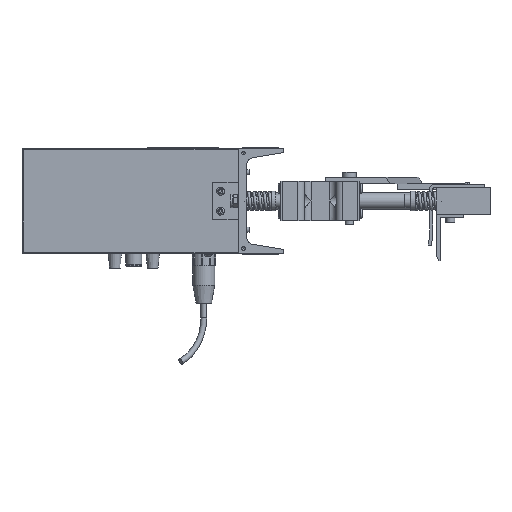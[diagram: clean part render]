
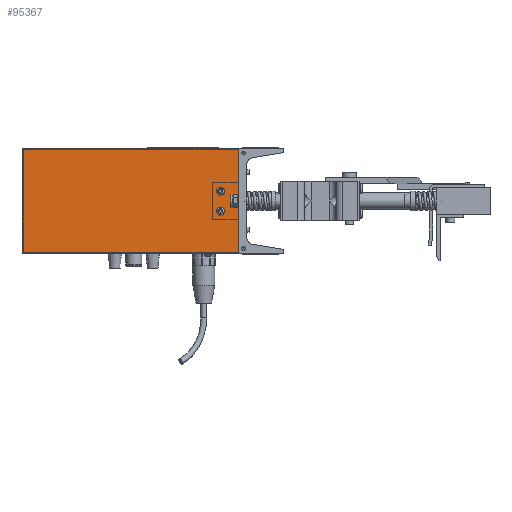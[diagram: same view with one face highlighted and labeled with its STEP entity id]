
A CAD part, left-side view. The second image highlights one B-rep face of the part: STEP entity #95367.
In plain terms, the highlighted planar face has unit normal (-1, 0, 0).
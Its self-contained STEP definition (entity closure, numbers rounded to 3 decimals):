
#4591=ELLIPSE('',#99289,2.003,2.);
#4592=ELLIPSE('',#99291,2.003,2.);
#10564=LINE('',#161842,#19365);
#11489=LINE('',#163752,#20290);
#11495=LINE('',#163775,#20296);
#11496=LINE('',#163777,#20297);
#11497=LINE('',#163779,#20298);
#11498=LINE('',#163780,#20299);
#19365=VECTOR('',#111610,207.445);
#20290=VECTOR('',#113231,207.445);
#20296=VECTOR('',#113251,101.219);
#20297=VECTOR('',#113252,32.169);
#20298=VECTOR('',#113253,36.5);
#20299=VECTOR('',#113254,32.55);
#23389=FACE_BOUND('',#33312,.T.);
#23390=FACE_BOUND('',#33313,.T.);
#27726=FACE_OUTER_BOUND('',#33311,.T.);
#33311=EDGE_LOOP('',(#77637,#77638,#77639,#77640,#77641,#77642));
#33312=EDGE_LOOP('',(#77643,#77644));
#33313=EDGE_LOOP('',(#77645,#77646));
#35440=CIRCLE('',#99290,2.381);
#35441=CIRCLE('',#99292,2.381);
#42226=VERTEX_POINT('',#161839);
#42227=VERTEX_POINT('',#161841);
#42863=VERTEX_POINT('',#163749);
#42864=VERTEX_POINT('',#163751);
#42875=VERTEX_POINT('',#163776);
#42876=VERTEX_POINT('',#163778);
#42877=VERTEX_POINT('',#163781);
#42878=VERTEX_POINT('',#163782);
#42879=VERTEX_POINT('',#163785);
#42880=VERTEX_POINT('',#163786);
#53924=EDGE_CURVE('',#42227,#42226,#10564,.T.);
#54866=EDGE_CURVE('',#42863,#42864,#11489,.T.);
#54878=EDGE_CURVE('',#42226,#42864,#11495,.T.);
#54879=EDGE_CURVE('',#42875,#42863,#11496,.T.);
#54880=EDGE_CURVE('',#42876,#42875,#11497,.T.);
#54881=EDGE_CURVE('',#42227,#42876,#11498,.T.);
#54882=EDGE_CURVE('',#42877,#42878,#4591,.T.);
#54883=EDGE_CURVE('',#42877,#42878,#35440,.T.);
#54884=EDGE_CURVE('',#42879,#42880,#4592,.T.);
#54885=EDGE_CURVE('',#42879,#42880,#35441,.T.);
#77637=ORIENTED_EDGE('',*,*,#54878,.T.);
#77638=ORIENTED_EDGE('',*,*,#54866,.F.);
#77639=ORIENTED_EDGE('',*,*,#54879,.F.);
#77640=ORIENTED_EDGE('',*,*,#54880,.F.);
#77641=ORIENTED_EDGE('',*,*,#54881,.F.);
#77642=ORIENTED_EDGE('',*,*,#53924,.T.);
#77643=ORIENTED_EDGE('',*,*,#54882,.F.);
#77644=ORIENTED_EDGE('',*,*,#54883,.T.);
#77645=ORIENTED_EDGE('',*,*,#54884,.F.);
#77646=ORIENTED_EDGE('',*,*,#54885,.T.);
#85620=PLANE('',#99288);
#95367=ADVANCED_FACE('',(#27726,#23389,#23390),#85620,.T.);
#99288=AXIS2_PLACEMENT_3D('',#163774,#113249,#113250);
#99289=AXIS2_PLACEMENT_3D('',#163783,#113255,#113256);
#99290=AXIS2_PLACEMENT_3D('',#163784,#113257,#113258);
#99291=AXIS2_PLACEMENT_3D('',#163787,#113259,#113260);
#99292=AXIS2_PLACEMENT_3D('',#163788,#113261,#113262);
#111610=DIRECTION('',(0.,1.,0.));
#113231=DIRECTION('',(0.,1.,0.));
#113249=DIRECTION('center_axis',(-1.,0.,0.));
#113250=DIRECTION('ref_axis',(0.,1.,0.));
#113251=DIRECTION('',(0.,0.,-1.));
#113252=DIRECTION('',(0.,0.,-1.));
#113253=DIRECTION('',(0.,0.,-1.));
#113254=DIRECTION('',(0.,0.,-1.));
#113255=DIRECTION('center_axis',(-1.,0.,0.));
#113256=DIRECTION('ref_axis',(0.,-1.,0.));
#113257=DIRECTION('center_axis',(1.,0.,0.));
#113258=DIRECTION('ref_axis',(0.,1.,0.));
#113259=DIRECTION('center_axis',(-1.,0.,0.));
#113260=DIRECTION('ref_axis',(0.,-1.,0.));
#113261=DIRECTION('center_axis',(1.,0.,0.));
#113262=DIRECTION('ref_axis',(0.,1.,0.));
#161839=CARTESIAN_POINT('',(-319.413,449.073,63.5));
#161841=CARTESIAN_POINT('',(-319.413,241.628,63.5));
#161842=CARTESIAN_POINT('',(-319.413,241.628,63.5));
#163749=CARTESIAN_POINT('',(-319.413,241.628,-37.719));
#163751=CARTESIAN_POINT('',(-319.413,449.073,-37.719));
#163752=CARTESIAN_POINT('',(-319.413,241.628,-37.719));
#163774=CARTESIAN_POINT('Origin',(-319.413,241.628,63.5));
#163775=CARTESIAN_POINT('',(-319.413,449.073,63.5));
#163776=CARTESIAN_POINT('',(-319.413,241.628,-5.55));
#163777=CARTESIAN_POINT('',(-319.413,241.628,38.1));
#163778=CARTESIAN_POINT('',(-319.413,241.628,30.95));
#163779=CARTESIAN_POINT('',(-319.413,241.628,63.5));
#163780=CARTESIAN_POINT('',(-319.413,241.628,38.1));
#163781=CARTESIAN_POINT('',(-319.413,258.581,20.035));
#163782=CARTESIAN_POINT('',(-319.413,257.749,20.202));
#163783=CARTESIAN_POINT('Origin',(-319.413,258.552,22.034));
#163784=CARTESIAN_POINT('Origin',(-319.413,258.628,22.416));
#163785=CARTESIAN_POINT('',(-319.413,258.581,0.985));
#163786=CARTESIAN_POINT('',(-319.413,257.749,1.152));
#163787=CARTESIAN_POINT('Origin',(-319.413,258.552,2.984));
#163788=CARTESIAN_POINT('Origin',(-319.413,258.628,3.366));
